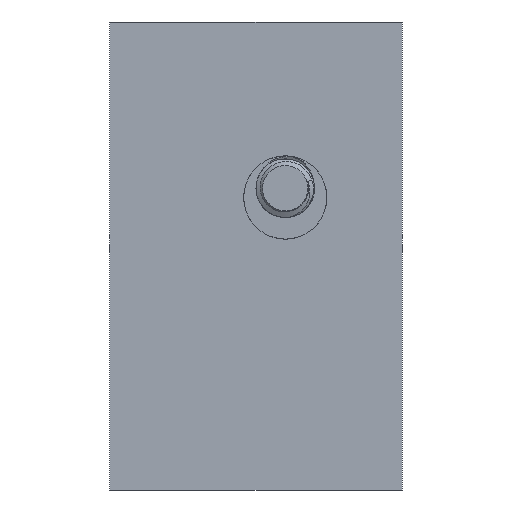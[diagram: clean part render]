
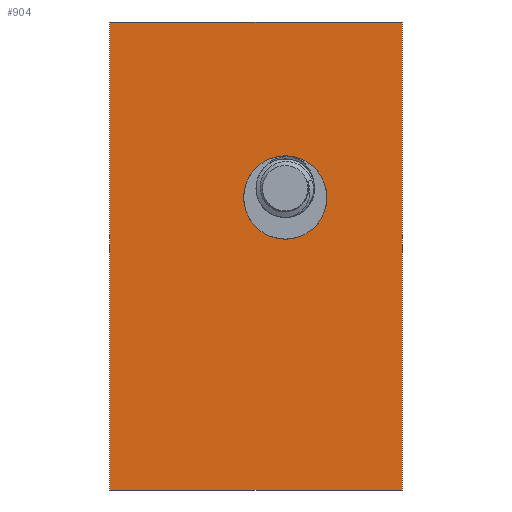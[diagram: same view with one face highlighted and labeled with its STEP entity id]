
A CAD part, front view. The second image highlights one B-rep face of the part: STEP entity #904.
In plain terms, the highlighted planar face has unit normal (0, -1, 0).
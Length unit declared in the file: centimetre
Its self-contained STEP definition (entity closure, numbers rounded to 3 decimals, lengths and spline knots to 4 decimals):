
#118=LINE('',#1239,#173);
#122=LINE('',#1247,#177);
#125=LINE('',#1253,#180);
#128=LINE('',#1258,#183);
#173=VECTOR('',#1044,1.);
#177=VECTOR('',#1050,1.);
#180=VECTOR('',#1055,1.);
#183=VECTOR('',#1060,1.);
#233=PLANE('',#971);
#254=FACE_BOUND('',#335,.T.);
#272=FACE_OUTER_BOUND('',#334,.T.);
#334=EDGE_LOOP('',(#660,#661,#662,#663));
#335=EDGE_LOOP('',(#664));
#401=CIRCLE('',#965,0.3563);
#426=VERTEX_POINT('',#1234);
#427=VERTEX_POINT('',#1237);
#428=VERTEX_POINT('',#1238);
#431=VERTEX_POINT('',#1246);
#433=VERTEX_POINT('',#1252);
#510=EDGE_CURVE('',#426,#426,#401,.T.);
#511=EDGE_CURVE('',#427,#428,#118,.T.);
#515=EDGE_CURVE('',#431,#428,#122,.T.);
#518=EDGE_CURVE('',#433,#431,#125,.T.);
#521=EDGE_CURVE('',#427,#433,#128,.T.);
#660=ORIENTED_EDGE('',*,*,#521,.F.);
#661=ORIENTED_EDGE('',*,*,#511,.T.);
#662=ORIENTED_EDGE('',*,*,#515,.F.);
#663=ORIENTED_EDGE('',*,*,#518,.F.);
#664=ORIENTED_EDGE('',*,*,#510,.F.);
#904=ADVANCED_FACE('',(#272,#254),#233,.F.);
#965=AXIS2_PLACEMENT_3D('',#1235,#1040,#1041);
#971=AXIS2_PLACEMENT_3D('',#1261,#1064,#1065);
#1040=DIRECTION('center_axis',(0.,-1.,0.));
#1041=DIRECTION('ref_axis',(1.,0.,0.));
#1044=DIRECTION('',(-1.,0.,0.));
#1050=DIRECTION('',(0.,0.,1.));
#1055=DIRECTION('',(-1.,0.,0.));
#1060=DIRECTION('',(0.,0.,-1.));
#1064=DIRECTION('center_axis',(0.,1.,0.));
#1065=DIRECTION('ref_axis',(1.,0.,0.));
#1234=CARTESIAN_POINT('',(-0.3563,0.,0.));
#1235=CARTESIAN_POINT('Origin',(0.,0.,0.));
#1237=CARTESIAN_POINT('',(1.,0.,1.5));
#1238=CARTESIAN_POINT('',(-1.5,0.,1.5));
#1239=CARTESIAN_POINT('',(1.,0.,1.5));
#1246=CARTESIAN_POINT('',(-1.5,0.,-2.5));
#1247=CARTESIAN_POINT('',(-1.5,0.,-2.5));
#1252=CARTESIAN_POINT('',(1.,0.,-2.5));
#1253=CARTESIAN_POINT('',(1.,0.,-2.5));
#1258=CARTESIAN_POINT('',(1.,0.,0.));
#1261=CARTESIAN_POINT('Origin',(-0.25,0.,-0.5));
